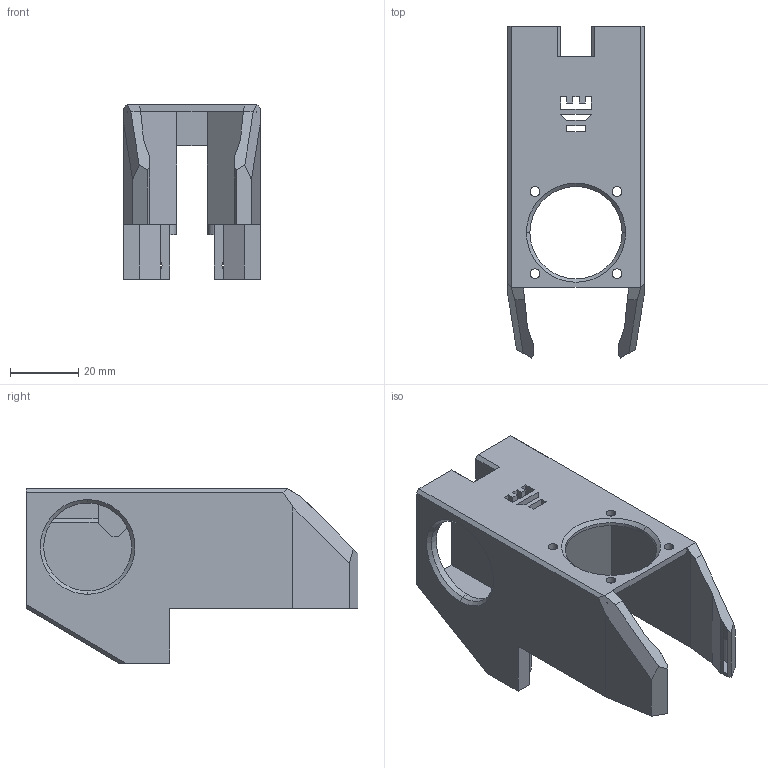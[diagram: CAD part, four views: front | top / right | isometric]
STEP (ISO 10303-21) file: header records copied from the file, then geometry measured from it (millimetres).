
FILE_DESCRIPTION (( 'STEP AP214' ), '1' );
FILE_NAME ('Fan Shroud 3010 Open Short CHC 8mm.STEP', '2023-01-29T16:25:26', ( '' ), ( '' ), 'SwSTEP 2.0', 'SolidWorks 2020', '' );
FILE_SCHEMA (( 'AUTOMOTIVE_DESIGN' ));
Length unit declared in the file: millimetre
Products named in the file (1): Fan Shroud 3010 Open Short CHC 8mm
Bounding box: 40 x 97.05 x 51 mm (x, y, z)
Volume: 32368.2 mm3; surface area: 33405.8 mm2
Topology: 1 solids, 1 shells, 203 faces, 577 edges, 371 vertices
Faces by surface type: plane 167, cylinder 30, cone 6
Entity records: 6565 total; most frequent: CARTESIAN_POINT 1164, ORIENTED_EDGE 1154, DIRECTION 1045, EDGE_CURVE 577, LINE 509, VECTOR 509, VERTEX_POINT 371, AXIS2_PLACEMENT_3D 268
